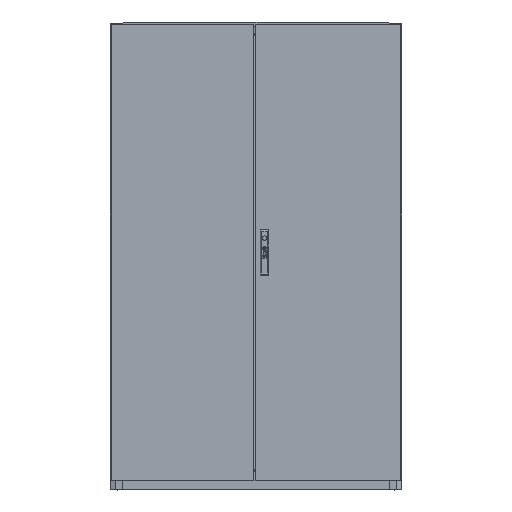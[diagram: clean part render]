
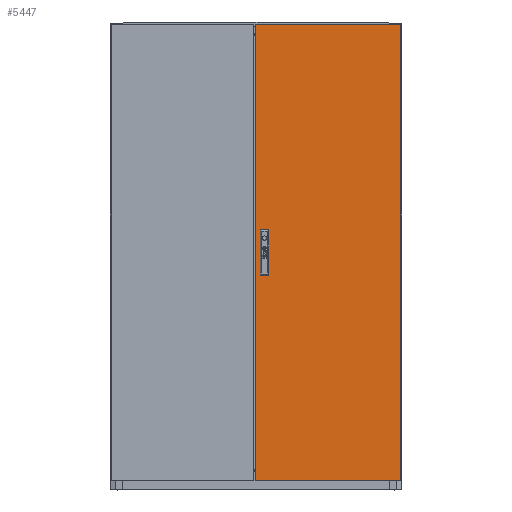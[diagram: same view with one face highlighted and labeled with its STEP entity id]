
A CAD part, top view. The second image highlights one B-rep face of the part: STEP entity #5447.
In plain terms, the highlighted planar face has unit normal (0, 0, 1).
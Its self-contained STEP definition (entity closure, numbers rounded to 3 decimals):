
#544 = FACE_BOUND ( 'NONE', #8102, .T. ) ;
#3180 = VECTOR ( 'NONE', #84028, 1000. ) ;
#4896 = EDGE_CURVE ( 'NONE', #59281, #91447, #124847, .T. ) ;
#5447 = ADVANCED_FACE ( 'NONE', ( #107726, #544 ), #89015, .T. ) ;
#6561 = DIRECTION ( 'NONE',  ( -1., 0., 0. ) ) ;
#6891 = ORIENTED_EDGE ( 'NONE', *, *, #70277, .T. ) ;
#8102 = EDGE_LOOP ( 'NONE', ( #38592, #36013, #116377, #33030 ) ) ;
#9186 = CARTESIAN_POINT ( 'NONE',  ( -250., -783.5, 0. ) ) ;
#15653 = VERTEX_POINT ( 'NONE', #22840 ) ;
#18720 = CARTESIAN_POINT ( 'NONE',  ( -233.2, 78.5, 0. ) ) ;
#21158 = ORIENTED_EDGE ( 'NONE', *, *, #103566, .T. ) ;
#21926 = LINE ( 'NONE', #93425, #43629 ) ;
#22840 = CARTESIAN_POINT ( 'NONE',  ( -202.8, -78.5, 0. ) ) ;
#24961 = DIRECTION ( 'NONE',  ( 0., 0., 1. ) ) ;
#26127 = VECTOR ( 'NONE', #56548, 1000. ) ;
#26338 = CARTESIAN_POINT ( 'NONE',  ( -250., -783.5, 0. ) ) ;
#30298 = DIRECTION ( 'NONE',  ( 0., -1., 0. ) ) ;
#33030 = ORIENTED_EDGE ( 'NONE', *, *, #134247, .F. ) ;
#35509 = VERTEX_POINT ( 'NONE', #127741 ) ;
#36013 = ORIENTED_EDGE ( 'NONE', *, *, #36976, .T. ) ;
#36976 = EDGE_CURVE ( 'NONE', #124704, #131146, #106742, .T. ) ;
#38592 = ORIENTED_EDGE ( 'NONE', *, *, #47001, .F. ) ;
#39397 = VECTOR ( 'NONE', #100375, 1000. ) ;
#43629 = VECTOR ( 'NONE', #104177, 1000. ) ;
#44364 = CARTESIAN_POINT ( 'NONE',  ( 250., -783.5, 0. ) ) ;
#47001 = EDGE_CURVE ( 'NONE', #124704, #112524, #119417, .T. ) ;
#51955 = LINE ( 'NONE', #94379, #108894 ) ;
#52312 = EDGE_LOOP ( 'NONE', ( #77777, #6891, #21158, #121452 ) ) ;
#54552 = LINE ( 'NONE', #120287, #26127 ) ;
#56548 = DIRECTION ( 'NONE',  ( 1., 0., 0. ) ) ;
#59281 = VERTEX_POINT ( 'NONE', #44364 ) ;
#62443 = VECTOR ( 'NONE', #79170, 1000. ) ;
#64110 = LINE ( 'NONE', #81441, #92606 ) ;
#70277 = EDGE_CURVE ( 'NONE', #91447, #35509, #64110, .T. ) ;
#76013 = CARTESIAN_POINT ( 'NONE',  ( -233.2, -78.5, 0. ) ) ;
#77777 = ORIENTED_EDGE ( 'NONE', *, *, #4896, .T. ) ;
#78304 = VECTOR ( 'NONE', #125886, 1000. ) ;
#79170 = DIRECTION ( 'NONE',  ( 0., -1., 0. ) ) ;
#80459 = AXIS2_PLACEMENT_3D ( 'NONE', #120861, #24961, #99766 ) ;
#81441 = CARTESIAN_POINT ( 'NONE',  ( -250., 783.5, 0. ) ) ;
#84028 = DIRECTION ( 'NONE',  ( 1., 0., 0. ) ) ;
#89015 = PLANE ( 'NONE',  #80459 ) ;
#89640 = CARTESIAN_POINT ( 'NONE',  ( 250., 783.5, 0. ) ) ;
#91447 = VERTEX_POINT ( 'NONE', #138906 ) ;
#92581 = VERTEX_POINT ( 'NONE', #26338 ) ;
#92606 = VECTOR ( 'NONE', #6561, 1000. ) ;
#93425 = CARTESIAN_POINT ( 'NONE',  ( -250., 783.5, 0. ) ) ;
#94379 = CARTESIAN_POINT ( 'NONE',  ( -202.8, 0., 0. ) ) ;
#99766 = DIRECTION ( 'NONE',  ( 1., 0., 0. ) ) ;
#100375 = DIRECTION ( 'NONE',  ( 0., 1., 0. ) ) ;
#103566 = EDGE_CURVE ( 'NONE', #35509, #92581, #21926, .T. ) ;
#104177 = DIRECTION ( 'NONE',  ( 0., -1., 0. ) ) ;
#106742 = LINE ( 'NONE', #18720, #78304 ) ;
#107726 = FACE_OUTER_BOUND ( 'NONE', #52312, .T. ) ;
#108894 = VECTOR ( 'NONE', #30298, 1000. ) ;
#112524 = VERTEX_POINT ( 'NONE', #76013 ) ;
#116377 = ORIENTED_EDGE ( 'NONE', *, *, #123746, .T. ) ;
#117107 = LINE ( 'NONE', #9186, #3180 ) ;
#119417 = LINE ( 'NONE', #132107, #62443 ) ;
#120287 = CARTESIAN_POINT ( 'NONE',  ( -233.2, -78.5, 0. ) ) ;
#120861 = CARTESIAN_POINT ( 'NONE',  ( 0., 0., 0. ) ) ;
#121452 = ORIENTED_EDGE ( 'NONE', *, *, #122241, .T. ) ;
#122241 = EDGE_CURVE ( 'NONE', #92581, #59281, #117107, .T. ) ;
#123746 = EDGE_CURVE ( 'NONE', #131146, #15653, #51955, .T. ) ;
#124704 = VERTEX_POINT ( 'NONE', #129890 ) ;
#124847 = LINE ( 'NONE', #89640, #39397 ) ;
#125886 = DIRECTION ( 'NONE',  ( 1., 0., 0. ) ) ;
#127741 = CARTESIAN_POINT ( 'NONE',  ( -250., 783.5, 0. ) ) ;
#129890 = CARTESIAN_POINT ( 'NONE',  ( -233.2, 78.5, 0. ) ) ;
#131146 = VERTEX_POINT ( 'NONE', #132997 ) ;
#132107 = CARTESIAN_POINT ( 'NONE',  ( -233.2, 0., 0. ) ) ;
#132997 = CARTESIAN_POINT ( 'NONE',  ( -202.8, 78.5, 0. ) ) ;
#134247 = EDGE_CURVE ( 'NONE', #112524, #15653, #54552, .T. ) ;
#138906 = CARTESIAN_POINT ( 'NONE',  ( 250., 783.5, 0. ) ) ;
